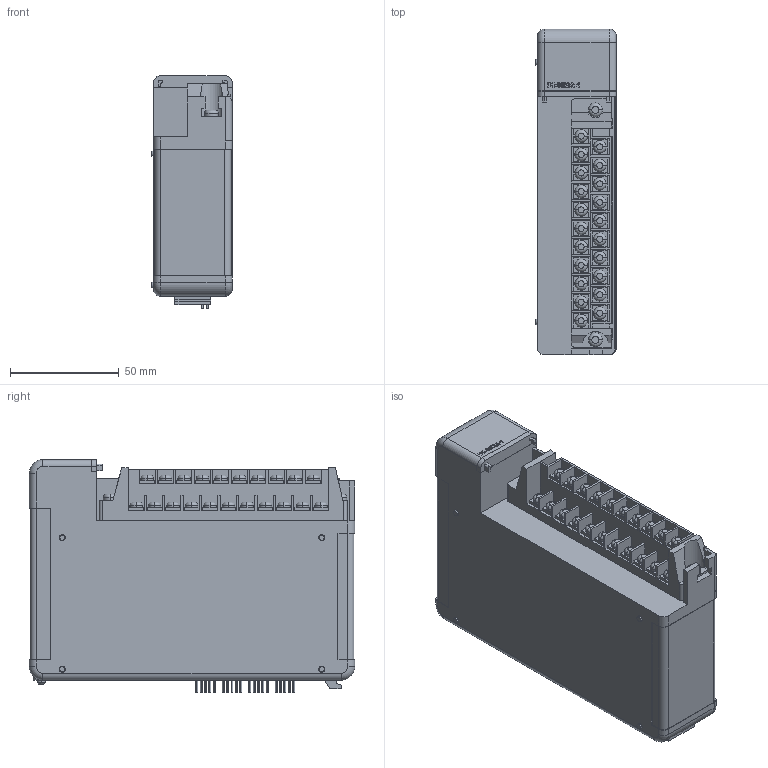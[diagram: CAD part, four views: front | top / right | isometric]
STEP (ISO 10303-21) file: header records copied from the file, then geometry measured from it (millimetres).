
FILE_DESCRIPTION (( 'STEP AP214' ), '1' );
FILE_NAME ('F4-08DA-1.step', '2014-09-23T18:06:34', ( '' ), ( '' ), 'SwSTEP 2.0', 'SolidWorks 2014', '' );
FILE_SCHEMA (( 'AUTOMOTIVE_DESIGN' ));
Length unit declared in the file: inch
Products named in the file (1): F4-08DA-1
Bounding box: 36.96 x 149.99 x 107.26 mm (x, y, z)
Volume: 452355.2 mm3; surface area: 58376.7 mm2
Topology: 6 solids, 6 shells, 897 faces, 2206 edges, 1450 vertices
Faces by surface type: plane 556, cylinder 246, torus 54, bspline 31, cone 10
Entity records: 36659 total; most frequent: CARTESIAN_POINT 6491, DIRECTION 4479, ORIENTED_EDGE 4412, EDGE_CURVE 2206, LINE 1529, VECTOR 1529, AXIS2_PLACEMENT_3D 1475, VERTEX_POINT 1450
